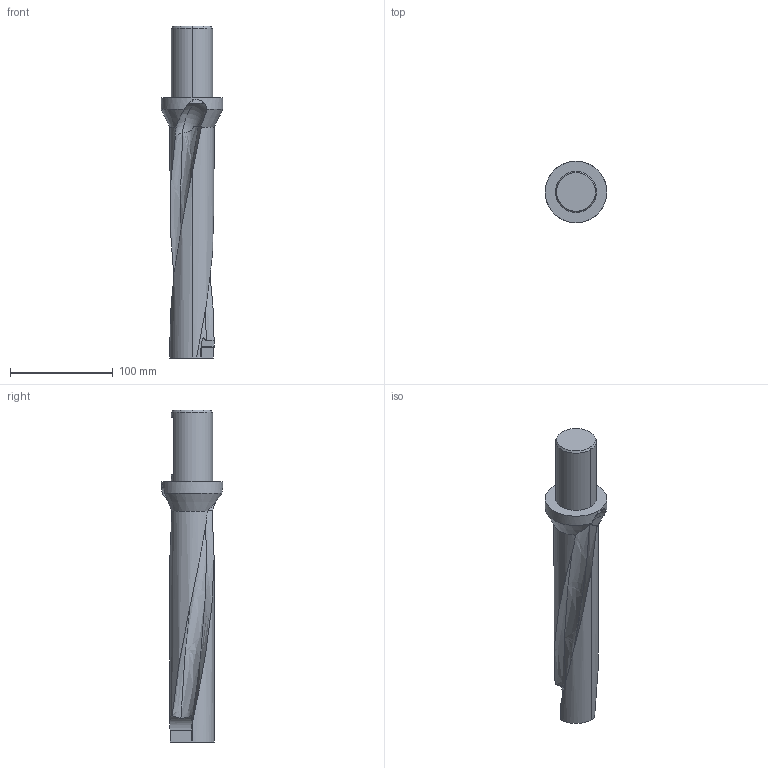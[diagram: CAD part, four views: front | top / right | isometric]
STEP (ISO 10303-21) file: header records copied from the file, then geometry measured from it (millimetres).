
FILE_DESCRIPTION(('no description'),'unknown implementation level');
FILE_NAME('solidxEqtqrolFidSNsE5HnZZrZeeGqE_1.STP',' ',('CIM GmbH Aachen'),('CADClick - KiM GmbH - www.kimweb.de'),'unknown preprocess','ACIS','unknown authorization');
FILE_SCHEMA(('automotive_design'));
Length unit declared in the file: millimetre
Products named in the file (1): 1
Bounding box: 60 x 60 x 322.9 mm (x, y, z)
Volume: 346555.2 mm3; surface area: 53605.8 mm2
Topology: 1 solids, 1 shells, 73 faces, 200 edges, 131 vertices
Faces by surface type: plane 28, cylinder 23, revolution 8, cone 6, bspline 6, torus 2
Entity records: 6857 total; most frequent: CARTESIAN_POINT 2829, STYLED_ITEM 405, PRESENTATION_STYLE_ASSIGNMENT 405, COLOUR_RGB 405, ORIENTED_EDGE 400, DIRECTION 326, EDGE_CURVE 200, CURVE_STYLE 200
